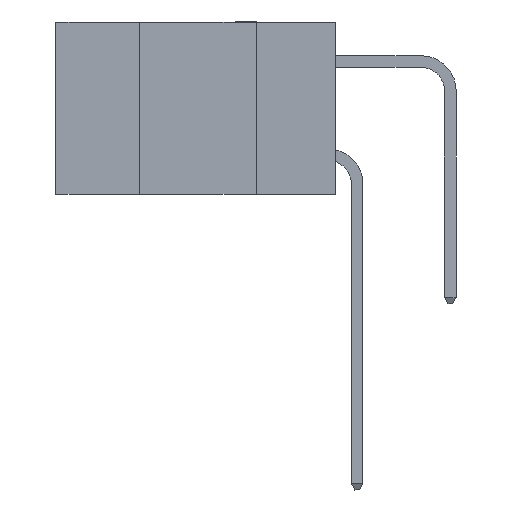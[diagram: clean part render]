
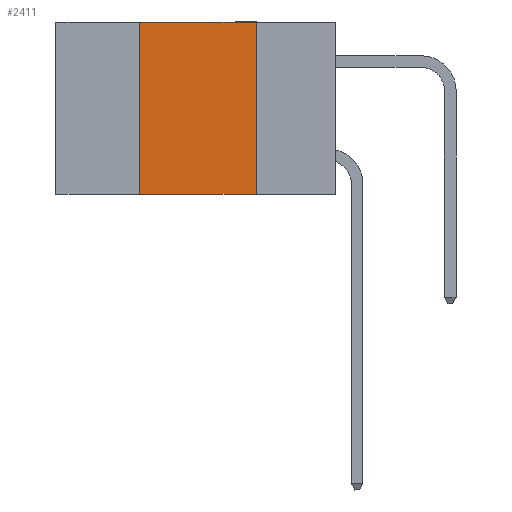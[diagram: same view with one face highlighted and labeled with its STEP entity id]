
A CAD part, left-side view. The second image highlights one B-rep face of the part: STEP entity #2411.
In plain terms, the highlighted planar face has unit normal (-1, 0, 0).
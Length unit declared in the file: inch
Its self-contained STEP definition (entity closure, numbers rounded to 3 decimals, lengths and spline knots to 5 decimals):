
#585 = CARTESIAN_POINT ( 'NONE',  ( 0., 0.42, 0. ) ) ;
#855 = DIRECTION ( 'NONE',  ( 0., 0., -1. ) ) ;
#946 = ORIENTED_EDGE ( 'NONE', *, *, #2318, .F. ) ;
#1119 = VECTOR ( 'NONE', #15318, 39.37008 ) ;
#1279 = CARTESIAN_POINT ( 'NONE',  ( 0., 0.17, 0. ) ) ;
#1445 = VERTEX_POINT ( 'NONE', #1279 ) ;
#2042 = DIRECTION ( 'NONE',  ( 0., -1., 0. ) ) ;
#2068 = ORIENTED_EDGE ( 'NONE', *, *, #8757, .F. ) ;
#2318 = EDGE_CURVE ( 'NONE', #1445, #6219, #9262, .T. ) ;
#2411 = ADVANCED_FACE ( 'NONE', ( #14872 ), #16092, .F. ) ;
#2908 = DIRECTION ( 'NONE',  ( 0., 0., -1. ) ) ;
#3911 = DIRECTION ( 'NONE',  ( 1., 0., 0. ) ) ;
#3992 = ORIENTED_EDGE ( 'NONE', *, *, #11610, .F. ) ;
#4632 = VECTOR ( 'NONE', #2042, 39.37008 ) ;
#6219 = VERTEX_POINT ( 'NONE', #10930 ) ;
#7474 = CARTESIAN_POINT ( 'NONE',  ( 0., 0.6, -0.37 ) ) ;
#7856 = LINE ( 'NONE', #14061, #4632 ) ;
#8590 = EDGE_LOOP ( 'NONE', ( #946, #3992, #2068, #9746 ) ) ;
#8615 = VERTEX_POINT ( 'NONE', #585 ) ;
#8669 = EDGE_CURVE ( 'NONE', #13565, #6219, #12255, .T. ) ;
#8757 = EDGE_CURVE ( 'NONE', #13565, #8615, #11046, .T. ) ;
#9094 = CARTESIAN_POINT ( 'NONE',  ( 0., 0.42, -0.37 ) ) ;
#9262 = LINE ( 'NONE', #14195, #15687 ) ;
#9746 = ORIENTED_EDGE ( 'NONE', *, *, #8669, .T. ) ;
#10930 = CARTESIAN_POINT ( 'NONE',  ( 0., 0.17, -0.37 ) ) ;
#11046 = LINE ( 'NONE', #12972, #13668 ) ;
#11610 = EDGE_CURVE ( 'NONE', #8615, #1445, #7856, .T. ) ;
#11922 = AXIS2_PLACEMENT_3D ( 'NONE', #14738, #3911, #855 ) ;
#12255 = LINE ( 'NONE', #7474, #1119 ) ;
#12972 = CARTESIAN_POINT ( 'NONE',  ( 0., 0.42, 0. ) ) ;
#13565 = VERTEX_POINT ( 'NONE', #9094 ) ;
#13668 = VECTOR ( 'NONE', #16760, 39.37008 ) ;
#14061 = CARTESIAN_POINT ( 'NONE',  ( 0., 0.6, 0. ) ) ;
#14195 = CARTESIAN_POINT ( 'NONE',  ( 0., 0.17, 0. ) ) ;
#14738 = CARTESIAN_POINT ( 'NONE',  ( 0., 0.6, 0. ) ) ;
#14872 = FACE_OUTER_BOUND ( 'NONE', #8590, .T. ) ;
#15318 = DIRECTION ( 'NONE',  ( 0., -1., 0. ) ) ;
#15687 = VECTOR ( 'NONE', #2908, 39.37008 ) ;
#16092 = PLANE ( 'NONE',  #11922 ) ;
#16760 = DIRECTION ( 'NONE',  ( 0., 0., 1. ) ) ;
